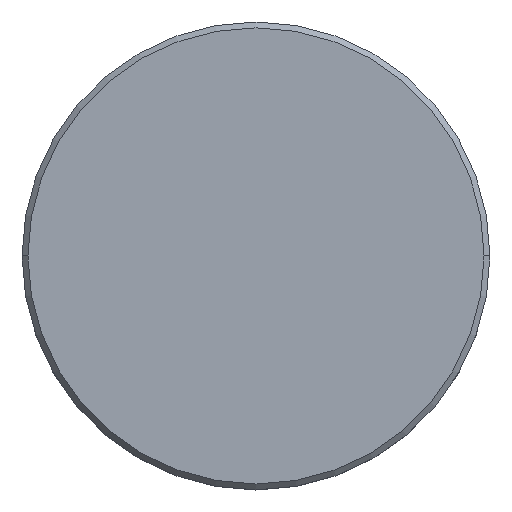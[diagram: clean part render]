
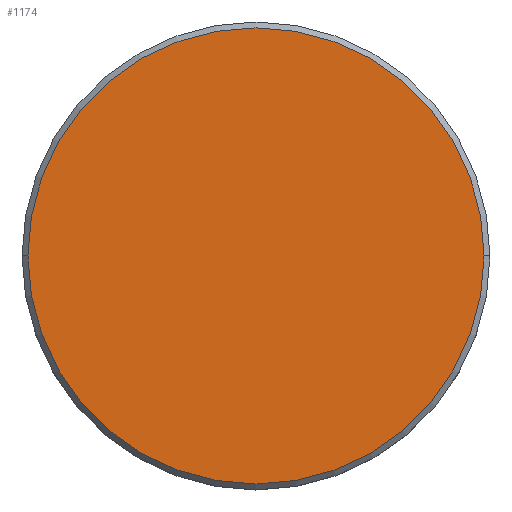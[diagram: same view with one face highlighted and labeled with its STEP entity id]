
A CAD part, top view. The second image highlights one B-rep face of the part: STEP entity #1174.
In plain terms, the highlighted planar face has unit normal (0, 0, 1).
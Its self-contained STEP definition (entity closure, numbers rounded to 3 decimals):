
#3 = CARTESIAN_POINT ( 'NONE',  ( 19.5, 0., 0. ) ) ;
#65 = EDGE_CURVE ( 'NONE', #288, #409, #616, .T. ) ;
#103 = EDGE_LOOP ( 'NONE', ( #460, #1091 ) ) ;
#192 = AXIS2_PLACEMENT_3D ( 'NONE', #760, #674, #1107 ) ;
#277 = CIRCLE ( 'NONE', #873, 19.5 ) ;
#288 = VERTEX_POINT ( 'NONE', #367 ) ;
#351 = AXIS2_PLACEMENT_3D ( 'NONE', #563, #738, #1025 ) ;
#367 = CARTESIAN_POINT ( 'NONE',  ( -19.5, 0., 0. ) ) ;
#368 = FACE_OUTER_BOUND ( 'NONE', #103, .T. ) ;
#409 = VERTEX_POINT ( 'NONE', #3 ) ;
#460 = ORIENTED_EDGE ( 'NONE', *, *, #65, .T. ) ;
#563 = CARTESIAN_POINT ( 'NONE',  ( 0., 0., 0. ) ) ;
#616 = CIRCLE ( 'NONE', #192, 19.5 ) ;
#674 = DIRECTION ( 'NONE',  ( 0., 0., 1. ) ) ;
#738 = DIRECTION ( 'NONE',  ( 0., 0., 1. ) ) ;
#760 = CARTESIAN_POINT ( 'NONE',  ( 0., 0., 0. ) ) ;
#768 = DIRECTION ( 'NONE',  ( 0., 0., 1. ) ) ;
#792 = EDGE_CURVE ( 'NONE', #409, #288, #277, .T. ) ;
#865 = CARTESIAN_POINT ( 'NONE',  ( 0., 0., 0. ) ) ;
#873 = AXIS2_PLACEMENT_3D ( 'NONE', #865, #768, #1156 ) ;
#995 = PLANE ( 'NONE',  #351 ) ;
#1025 = DIRECTION ( 'NONE',  ( 1., 0., 0. ) ) ;
#1091 = ORIENTED_EDGE ( 'NONE', *, *, #792, .T. ) ;
#1107 = DIRECTION ( 'NONE',  ( 1., 0., 0. ) ) ;
#1156 = DIRECTION ( 'NONE',  ( 1., 0., 0. ) ) ;
#1174 = ADVANCED_FACE ( 'NONE', ( #368 ), #995, .T. ) ;
